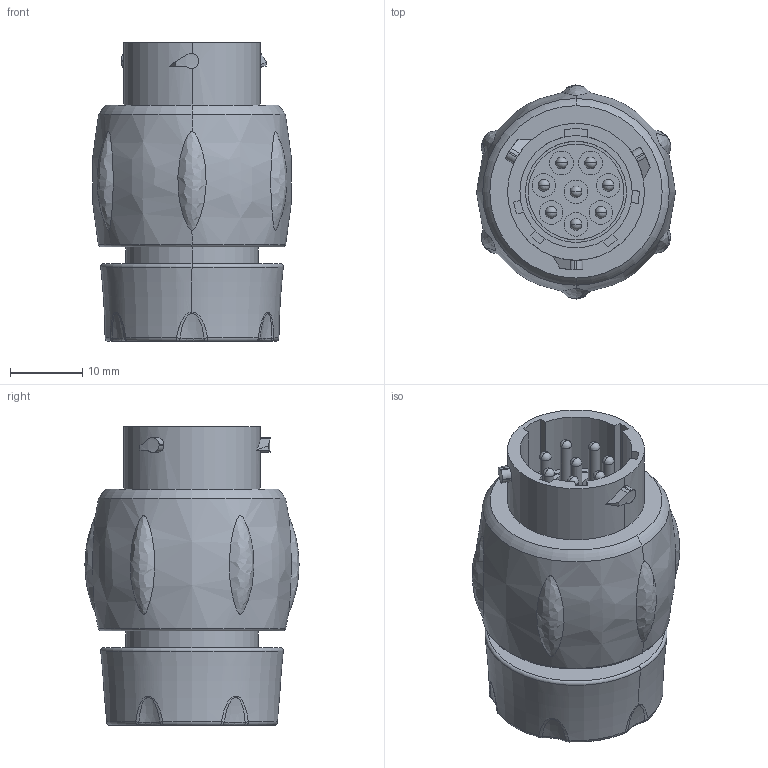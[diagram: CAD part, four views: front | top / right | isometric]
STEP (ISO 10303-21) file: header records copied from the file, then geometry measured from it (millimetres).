
FILE_DESCRIPTION((''),'2;1');
FILE_NAME('UTS1GN128P_CATALOGUE_SW0001','2019-01-09T',('lcourtois'),('SOURIAU'),'PRO/ENGINEER BY PARAMETRIC TECHNOLOGY CORPORATION, 2014000','PRO/ENGINEER BY PARAMETRIC TECHNOLOGY CORPORATION, 2014000','');
FILE_SCHEMA(('CONFIG_CONTROL_DESIGN'));
Length unit declared in the file: millimetre
Products named in the file (1): UTS1GN128P_CATALOGUE_SW0001
Bounding box: 27.57 x 29.66 x 41.4 mm (x, y, z)
Volume: 17698.5 mm3; surface area: 6195.1 mm2
Topology: 1 solids, 1 shells, 215 faces, 500 edges, 307 vertices
Faces by surface type: cylinder 70, plane 57, bspline 42, cone 16, sphere 16, torus 14
Entity records: 9694 total; most frequent: CARTESIAN_POINT 3463, DIRECTION 972, ORIENTED_EDGE 968, EDGE_CURVE 484, AXIS2_PLACEMENT_3D 413, VERTEX_POINT 307, EDGE_LOOP 251, CIRCLE 240
